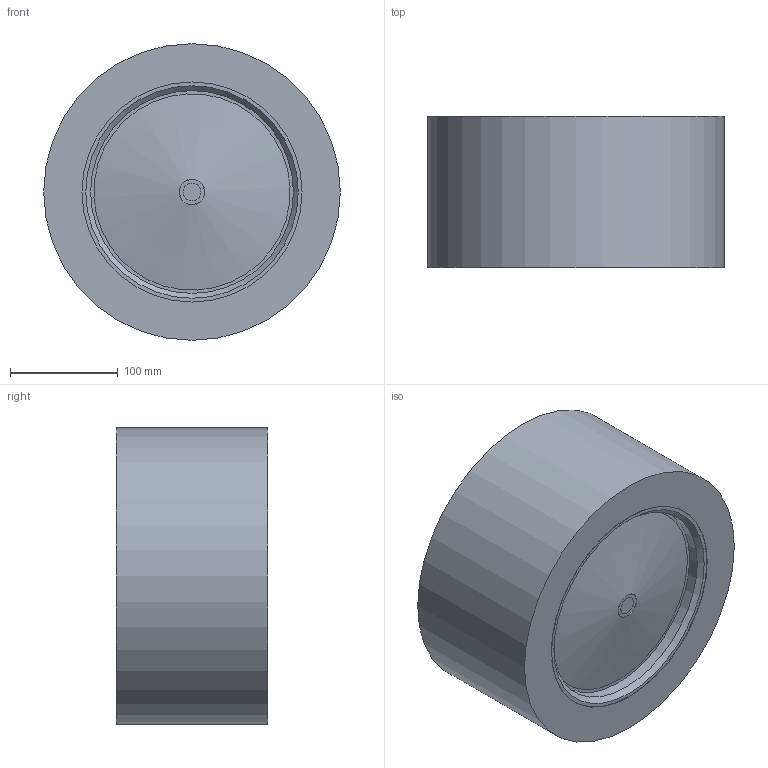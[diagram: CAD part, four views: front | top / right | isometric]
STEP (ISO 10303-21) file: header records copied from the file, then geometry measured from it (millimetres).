
FILE_DESCRIPTION((''),'2;1');
FILE_NAME('98200024.stp','2008-04-08T13:29:07',('frese'),(''),'Autodesk Inventor 2008','Autodesk Inventor 2008','');
FILE_SCHEMA(('AUTOMOTIVE_DESIGN { 1 0 10303 214 1 1 1 1 }'));
Length unit declared in the file: millimetre
Products named in the file (1): 98200024
Bounding box: 275 x 140 x 275 mm (x, y, z)
Volume: 3421106.2 mm3; surface area: 384985.2 mm2
Topology: 1 solids, 1 shells, 39 faces, 84 edges, 53 vertices
Faces by surface type: plane 18, cylinder 11, cone 10
Full cylindrical faces by diameter (mm): 20 x1, 36 x1, 48.5 x1, 188 x1, 204 x1, 208 x1, 224 x2, 230 x1, 232.41 x1, 275 x1
Entity records: 978 total; most frequent: DIRECTION 174, CARTESIAN_POINT 138, ORIENTED_EDGE 108, AXIS2_PLACEMENT_3D 80, EDGE_LOOP 70, EDGE_CURVE 54, VERTEX_POINT 44, CIRCLE 40
